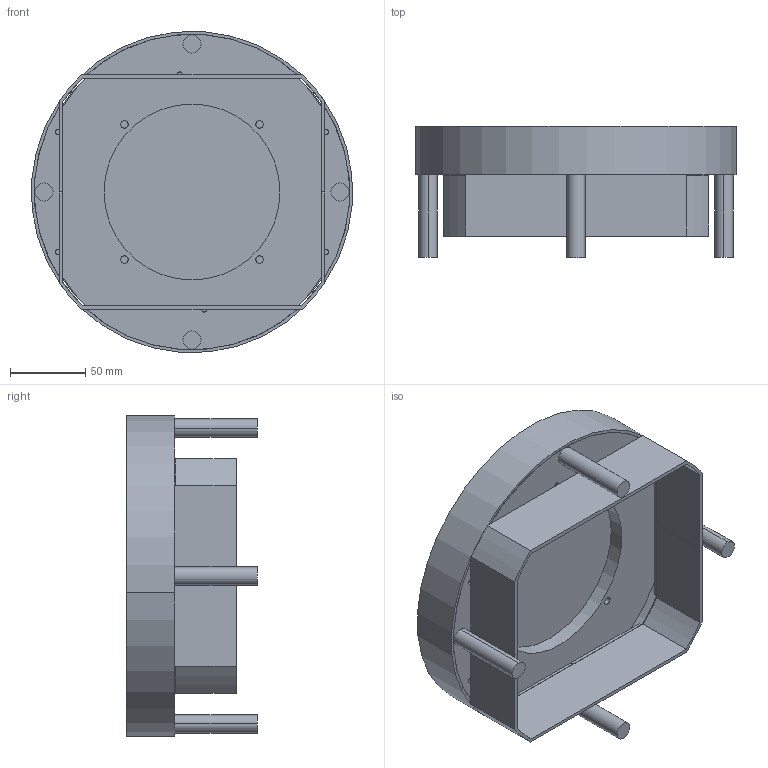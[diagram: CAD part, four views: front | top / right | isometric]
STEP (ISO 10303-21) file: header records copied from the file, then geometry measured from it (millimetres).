
FILE_DESCRIPTION((''),'2;1');
FILE_NAME('T-00967_ASM','2022-10-11T07:55:04',('letterg'),(''),'CREO PARAMETRIC BY PTC INC, 2022024','CREO PARAMETRIC BY PTC INC, 2022024','');
FILE_SCHEMA(('AUTOMOTIVE_DESIGN { 1 0 10303 214 1 1 1 1 }'));
Length unit declared in the file: millimetre
Products named in the file (14): T-00671; T-00672; T-00673; T-00675; T-00754_ASM; U09001; T-00595; T-00838_ASM; T-00663; T-00665; T-00746_ASM; T-00678; T-00896_ASM; T-00967_ASM
Assembly tree (17 placements, depth 4):
  T-00967_ASM
    T-00838_ASM
      T-00754_ASM
        T-00671
        T-00672
        T-00673  x2
        T-00675
      U09001  x4
      T-00595
    T-00896_ASM
      T-00746_ASM
        T-00663
        T-00665
      T-00678
Bounding box: 213.48 x 87 x 213.48 mm (x, y, z)
Volume: 437229.1 mm3; surface area: 303545 mm2
Topology: 9 solids, 14 shells, 169 faces, 390 edges, 268 vertices
Faces by surface type: plane 97, cylinder 72
Full cylindrical faces by diameter (mm): 210 x1, 214 x1
Entity records: 14735 total; most frequent: DIRECTION 1663, CARTESIAN_POINT 1331, PROPERTY_DEFINITION 1200, REPRESENTATION 1190, PROPERTY_DEFINITION_REPRESENTATION 1190, GENERAL_PROPERTY 974, GENERAL_PROPERTY_ASSOCIATION 974, DESCRIPTIVE_REPRESENTATION_ITEM 962
